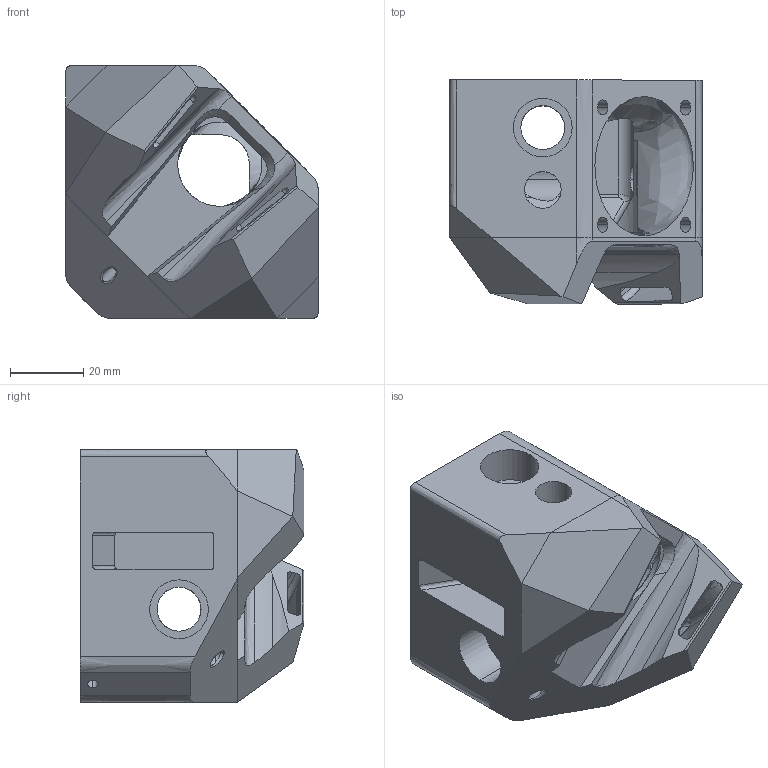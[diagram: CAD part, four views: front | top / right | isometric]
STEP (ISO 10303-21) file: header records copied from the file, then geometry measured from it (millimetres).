
FILE_DESCRIPTION (( 'STEP AP214' ), '1' );
FILE_NAME ('E3D Extruder v3-0.STEP', '2016-02-07T00:44:15', ( '' ), ( '' ), 'SwSTEP 2.0', 'SolidWorks 2015', '' );
FILE_SCHEMA (( 'AUTOMOTIVE_DESIGN' ));
Length unit declared in the file: millimetre
Products named in the file (1): E3D Extruder v3-0
Bounding box: 69 x 61.08 x 69 mm (x, y, z)
Volume: 104111.5 mm3; surface area: 42371.9 mm2
Topology: 2 solids, 2 shells, 308 faces, 802 edges, 513 vertices
Faces by surface type: plane 119, cylinder 101, bspline 73, cone 9, sphere 6
Entity records: 14248 total; most frequent: CARTESIAN_POINT 7252, ORIENTED_EDGE 1596, DIRECTION 1210, EDGE_CURVE 798, VERTEX_POINT 513, AXIS2_PLACEMENT_3D 439, EDGE_LOOP 355, VECTOR 332
